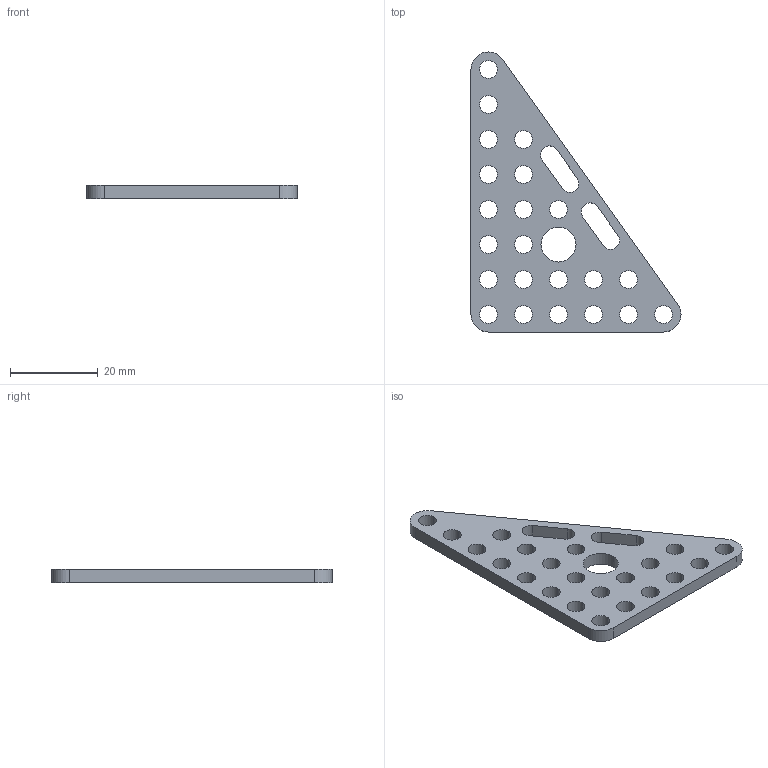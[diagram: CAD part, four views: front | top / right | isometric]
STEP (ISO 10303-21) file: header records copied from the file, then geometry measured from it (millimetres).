
FILE_DESCRIPTION (( 'STEP AP214' ), '1' );
FILE_NAME ('Triangle Plate 6x8三角连接片.step', '2016-10-28T04:09:59', ( 'dell' ), ( '' ), 'SwSTEP 2.0', 'SolidWorks 2013', '' );
FILE_SCHEMA (( 'AUTOMOTIVE_DESIGN' ));
Length unit declared in the file: millimetre
Products named in the file (1): Triangle Plate 6x8三角连接片
Bounding box: 48 x 64 x 3 mm (x, y, z)
Volume: 4192.3 mm3; surface area: 4462.6 mm2
Topology: 1 solids, 1 shells, 66 faces, 192 edges, 128 vertices
Faces by surface type: cylinder 57, plane 9
Entity records: 2384 total; most frequent: DIRECTION 440, CARTESIAN_POINT 387, ORIENTED_EDGE 384, EDGE_CURVE 192, AXIS2_PLACEMENT_3D 181, VERTEX_POINT 128, EDGE_LOOP 116, CIRCLE 114
